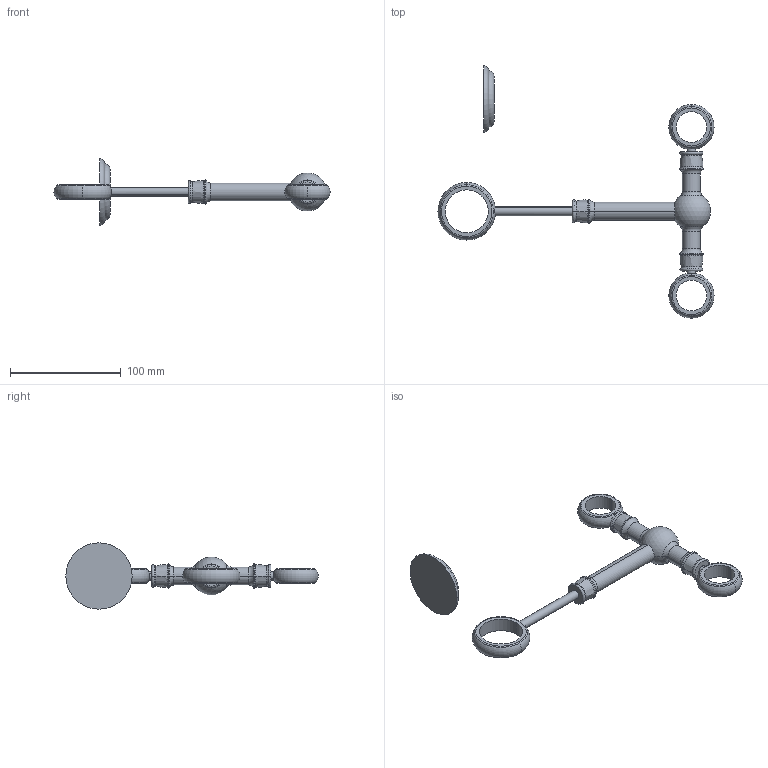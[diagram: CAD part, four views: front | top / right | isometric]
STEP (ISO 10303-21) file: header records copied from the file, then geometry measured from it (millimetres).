
FILE_DESCRIPTION((''),'2;1');
FILE_NAME('2-734','2025-04-22T00:52:56',('SwamiS'),(''),'CREO PARAMETRIC BY PTC INC, 2023134','CREO PARAMETRIC BY PTC INC, 2023134','');
FILE_SCHEMA(('CONFIG_CONTROL_DESIGN'));
Length unit declared in the file: inch
Products named in the file (1): 2-734
Bounding box: 249.68 x 228.22 x 59.94 mm (x, y, z)
Volume: 111404 mm3; surface area: 43549.9 mm2
Topology: 5 solids, 5 shells, 120 faces, 267 edges, 157 vertices
Faces by surface type: torus 56, plane 26, cylinder 22, cone 8, bspline 6, sphere 2
Entity records: 3734 total; most frequent: CARTESIAN_POINT 944, DIRECTION 666, ORIENTED_EDGE 530, AXIS2_PLACEMENT_3D 309, EDGE_CURVE 265, CIRCLE 195, VERTEX_POINT 157, EDGE_LOOP 130
